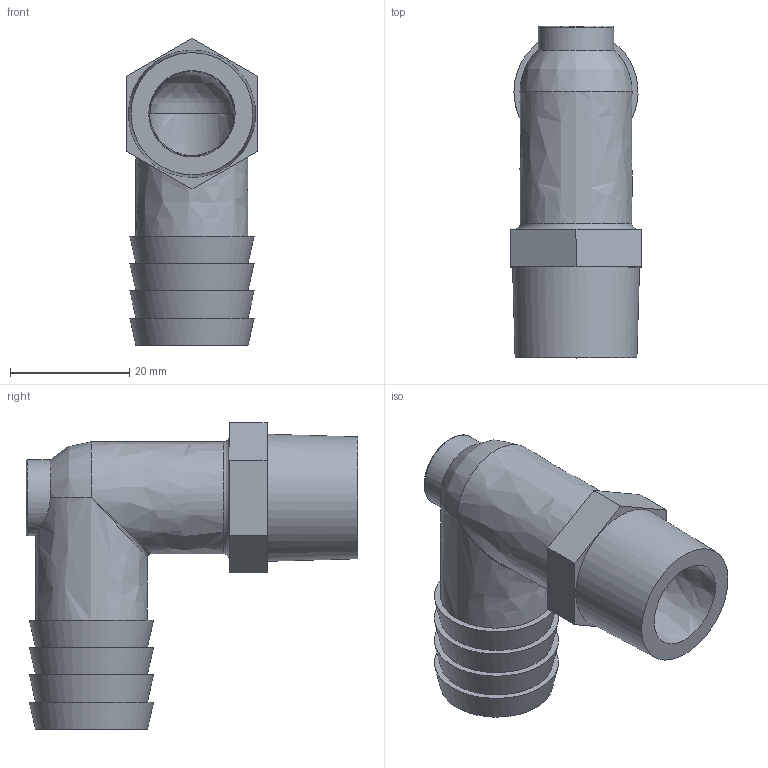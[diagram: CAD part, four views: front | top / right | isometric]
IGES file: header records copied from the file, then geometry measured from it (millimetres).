
Global section: file name: 329HB-12-8N; native system: Autodesk Inventor 2014; preprocessor: unknown; author: 990564; date: 20141009.104442; units: inch
Bounding box: 21.84 x 55.68 x 51.47 mm (x, y, z)
Volume: 11846.6 mm3; surface area: 9756.5 mm2
Topology: 1 solids, 1 shells, 32 faces, 69 edges, 43 vertices
Faces by surface type: bspline 32
